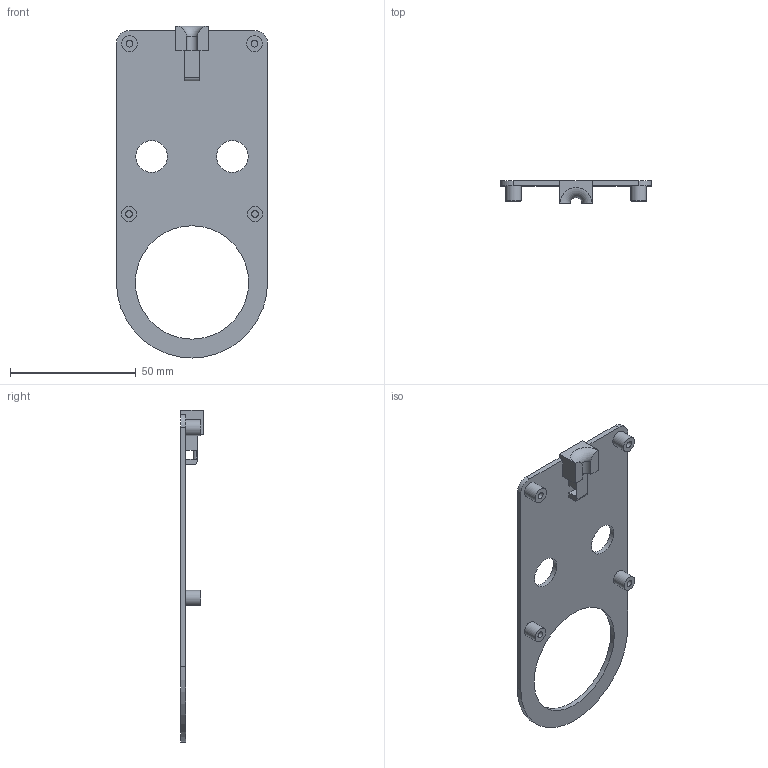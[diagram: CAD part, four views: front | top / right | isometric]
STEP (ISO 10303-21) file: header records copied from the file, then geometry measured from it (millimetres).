
FILE_DESCRIPTION(/* description */ (''),/* implementation_level */ '2;1');
FILE_NAME(/* name */ 'FluidDialTop.step',/* time_stamp */ '2023-12-07T17:34:52-07:00',/* author */ (''),/* organization */ (''),/* preprocessor_version */ 'ST-DEVELOPER v20',/* originating_system */ 'Autodesk Translation Framework v12.14.0.127',/* authorisation */ '');
FILE_SCHEMA (('AUTOMOTIVE_DESIGN { 1 0 10303 214 3 1 1 }'));
Length unit declared in the file: millimetre
Products named in the file (1): FusionComponent
Bounding box: 60 x 9 x 131.8 mm (x, y, z)
Volume: 12781.7 mm3; surface area: 13459.9 mm2
Topology: 1 solids, 1 shells, 46 faces, 111 edges, 74 vertices
Faces by surface type: plane 27, cylinder 18, torus 1
Full cylindrical faces by diameter (mm): 2.7 x4, 6 x2, 6.3 x2, 12.6 x2, 45 x1
Entity records: 1410 total; most frequent: DIRECTION 244, CARTESIAN_POINT 232, ORIENTED_EDGE 222, EDGE_CURVE 111, AXIS2_PLACEMENT_3D 86, VERTEX_POINT 74, LINE 72, VECTOR 72
